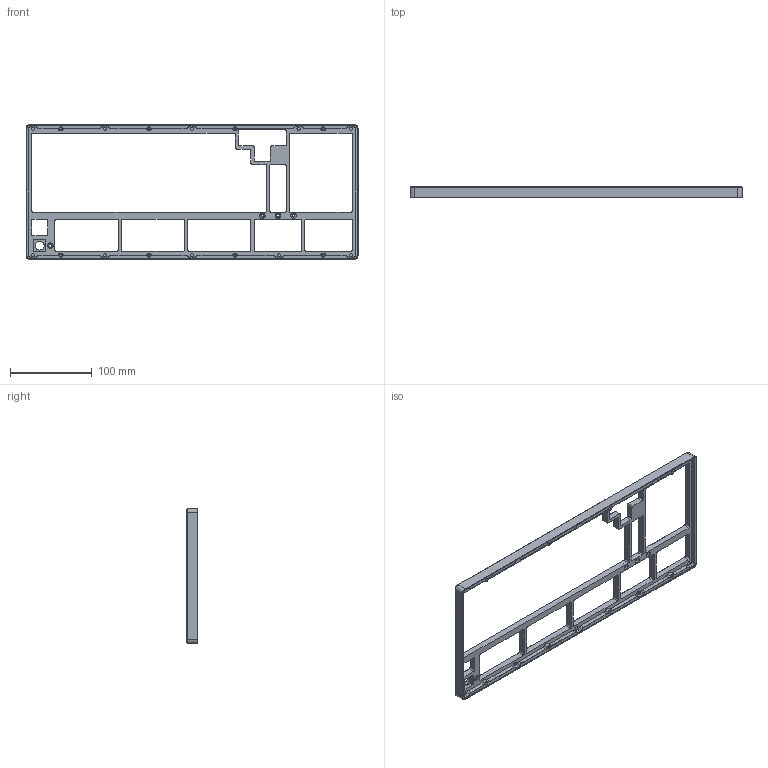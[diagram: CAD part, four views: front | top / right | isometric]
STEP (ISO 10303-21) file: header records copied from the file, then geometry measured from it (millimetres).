
FILE_DESCRIPTION(/* description */ (''),/* implementation_level */ '2;1');
FILE_NAME(/* name */ 'Boston-top-alternate (3d print) v6.step',/* time_stamp */ '2022-12-28T15:26:07+01:00',/* author */ (''),/* organization */ (''),/* preprocessor_version */ 'ST-DEVELOPER v19.2',/* originating_system */ 'Autodesk Translation Framework v11.17.0.187',/* authorisation */ '');
FILE_SCHEMA (('AUTOMOTIVE_DESIGN { 1 0 10303 214 3 1 1 }'));
Length unit declared in the file: millimetre
Products named in the file (1): Boston-top-alternate (3d print)
Bounding box: 405 x 13.5 x 165 mm (x, y, z)
Volume: 150997.7 mm3; surface area: 75263.8 mm2
Topology: 1 solids, 1 shells, 488 faces, 1172 edges, 712 vertices
Faces by surface type: plane 200, cylinder 156, cone 132
Full cylindrical faces by diameter (mm): 2.5 x8, 3.2 x3, 3.9 x8, 3.96 x1, 4 x10, 5.25 x1, 6.5 x3, 6.6 x1, 11 x1
Entity records: 14096 total; most frequent: DIRECTION 2586, CARTESIAN_POINT 2365, ORIENTED_EDGE 2328, EDGE_CURVE 1164, AXIS2_PLACEMENT_3D 933, LINE 720, VECTOR 720, VERTEX_POINT 712
